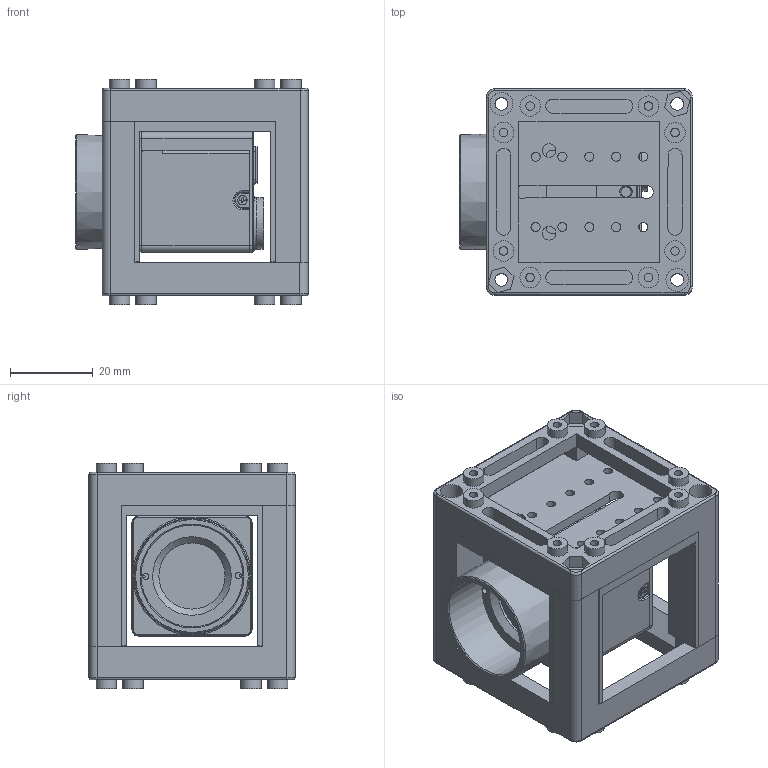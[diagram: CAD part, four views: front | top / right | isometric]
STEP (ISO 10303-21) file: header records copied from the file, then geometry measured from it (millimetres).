
FILE_DESCRIPTION(/* description */ (''),/* implementation_level */ '2;1');
FILE_NAME(/* name */ 'Assembly_Cube_Daheng_Imaging_Camera_v3.iam.step',/* time_stamp */ '2022-11-29T09:02:36+01:00',/* author */ ('marsikovabarbora'),/* organization */ (''),/* preprocessor_version */ 'ST-DEVELOPER v18.1',/* originating_system */ 'Autodesk Inventor 2022',/* authorisation */ '');
FILE_SCHEMA (('AUTOMOTIVE_DESIGN { 1 0 10303 214 3 1 1 }'));
Products named in the file (5): Assembly_Cube_AlliedVision_Alvium_v3_2; Assembly_Cube_empty_IM_v3; 10_Cube_1x1_IM; 00_Daheng_IMX174_mer2_u3_user_a1.0.1; 20_Cube_insert_AlliedVision_Alvium_v3
Assembly tree (5 placements, depth 3):
  Assembly_Cube_AlliedVision_Alvium_v3_2
    Assembly_Cube_empty_IM_v3
      10_Cube_1x1_IM  x2
    00_Daheng_IMX174_mer2_u3_user_a1.0.1
    20_Cube_insert_AlliedVision_Alvium_v3
Bounding box: 56.25 x 49.81 x 54.5 mm (x, y, z)
Volume: 53905.2 mm3; surface area: 46316.1 mm2
Topology: 11 solids, 20 shells, 2087 faces, 5575 edges, 3585 vertices
Faces by surface type: plane 1169, cylinder 648, torus 143, cone 66, bspline 59, sphere 2
Full cylindrical faces by diameter (mm): 1.2 x1, 1.4 x6, 1.5 x2, 1.6 x8, 2.05 x16, 2.1 x2, 2.2 x18, 2.5 x3, 2.722 x1, 3 x4, 3.1 x8, 3.185 x1, 3.2 x2, 3.255 x1, 3.3 x2, 4.95 x16, 5.5 x4, 10.9 x1, 12.4 x1, 16 x1, 18 x2, 23.4 x1, 24.55 x1, 25.4 x1
Entity records: 65566 total; most frequent: CARTESIAN_POINT 16299, ORIENTED_EDGE 10382, DIRECTION 10173, EDGE_CURVE 5191, AXIS2_PLACEMENT_3D 3401, LINE 3371, VECTOR 3371, VERTEX_POINT 3341
